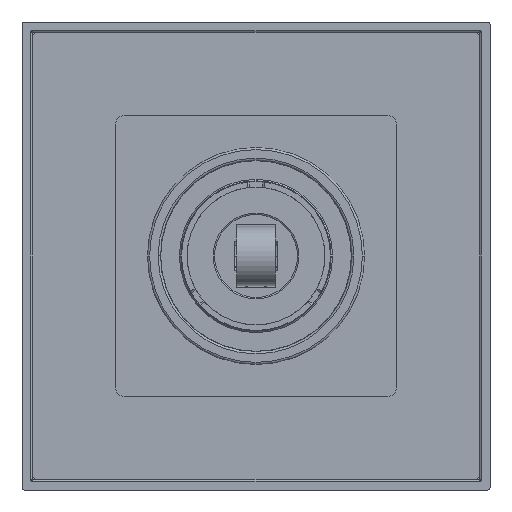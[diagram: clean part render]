
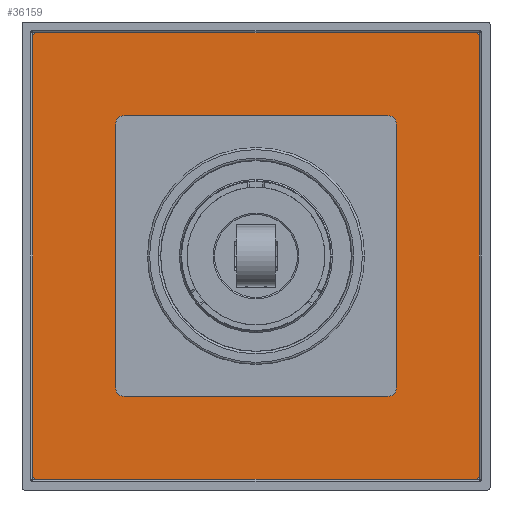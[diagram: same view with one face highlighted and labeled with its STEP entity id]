
A CAD part, front view. The second image highlights one B-rep face of the part: STEP entity #36159.
In plain terms, the highlighted planar face has unit normal (0, -1, 0).
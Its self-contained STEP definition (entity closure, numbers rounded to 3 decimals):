
#35115=CARTESIAN_POINT('',(51.5,43.5,51.5));
#35116=DIRECTION('',(0.,-1.,0.));
#35117=DIRECTION('',(1.,0.,0.));
#35118=AXIS2_PLACEMENT_3D('',#35115,#35116,#35117);
#35120=DIRECTION('',(0.,0.,-1.));
#35121=VECTOR('',#35120,103.);
#35122=CARTESIAN_POINT('',(52.5,43.5,51.5));
#35123=LINE('',#35122,#35121);
#35124=CARTESIAN_POINT('',(51.5,43.5,-51.5));
#35125=DIRECTION('',(0.,-1.,0.));
#35126=DIRECTION('',(0.,0.,-1.));
#35127=AXIS2_PLACEMENT_3D('',#35124,#35125,#35126);
#35129=DIRECTION('',(-1.,0.,0.));
#35130=VECTOR('',#35129,103.);
#35131=CARTESIAN_POINT('',(51.5,43.5,-52.5));
#35132=LINE('',#35131,#35130);
#35133=CARTESIAN_POINT('',(-51.5,43.5,-51.5));
#35134=DIRECTION('',(0.,-1.,0.));
#35135=DIRECTION('',(-1.,0.,0.));
#35136=AXIS2_PLACEMENT_3D('',#35133,#35134,#35135);
#35138=DIRECTION('',(0.,0.,1.));
#35139=VECTOR('',#35138,103.);
#35140=CARTESIAN_POINT('',(-52.5,43.5,-51.5));
#35141=LINE('',#35140,#35139);
#35142=CARTESIAN_POINT('',(-51.5,43.5,51.5));
#35143=DIRECTION('',(0.,-1.,0.));
#35144=DIRECTION('',(0.,0.,1.));
#35145=AXIS2_PLACEMENT_3D('',#35142,#35143,#35144);
#35147=DIRECTION('',(1.,0.,0.));
#35148=VECTOR('',#35147,103.);
#35149=CARTESIAN_POINT('',(-51.5,43.5,52.5));
#35150=LINE('',#35149,#35148);
#35151=DIRECTION('',(1.,0.,0.));
#35152=VECTOR('',#35151,62.);
#35153=CARTESIAN_POINT('',(-31.,43.5,-33.));
#35154=LINE('',#35153,#35152);
#35155=DIRECTION('',(0.,0.,1.));
#35156=VECTOR('',#35155,62.);
#35157=CARTESIAN_POINT('',(33.,43.5,-31.));
#35158=LINE('',#35157,#35156);
#35159=DIRECTION('',(-1.,0.,0.));
#35160=VECTOR('',#35159,62.);
#35161=CARTESIAN_POINT('',(31.,43.5,33.));
#35162=LINE('',#35161,#35160);
#35163=DIRECTION('',(0.,0.,-1.));
#35164=VECTOR('',#35163,62.);
#35165=CARTESIAN_POINT('',(-33.,43.5,31.));
#35166=LINE('',#35165,#35164);
#35784=CARTESIAN_POINT('',(-31.,43.5,31.));
#35785=DIRECTION('',(0.,1.,0.));
#35786=DIRECTION('',(-1.,0.,0.));
#35787=AXIS2_PLACEMENT_3D('',#35784,#35785,#35786);
#35797=CARTESIAN_POINT('',(-31.,43.5,-31.));
#35798=DIRECTION('',(0.,1.,0.));
#35799=DIRECTION('',(0.,0.,-1.));
#35800=AXIS2_PLACEMENT_3D('',#35797,#35798,#35799);
#35810=CARTESIAN_POINT('',(31.,43.5,-31.));
#35811=DIRECTION('',(0.,1.,0.));
#35812=DIRECTION('',(1.,0.,0.));
#35813=AXIS2_PLACEMENT_3D('',#35810,#35811,#35812);
#35823=CARTESIAN_POINT('',(31.,43.5,31.));
#35824=DIRECTION('',(0.,1.,0.));
#35825=DIRECTION('',(0.,0.,1.));
#35826=AXIS2_PLACEMENT_3D('',#35823,#35824,#35825);
#35961=CARTESIAN_POINT('',(31.,43.5,33.));
#35962=CARTESIAN_POINT('',(-31.,43.5,33.));
#35963=VERTEX_POINT('',#35961);
#35964=VERTEX_POINT('',#35962);
#35965=CARTESIAN_POINT('',(-33.,43.5,31.));
#35966=CARTESIAN_POINT('',(-33.,43.5,-31.));
#35967=VERTEX_POINT('',#35965);
#35968=VERTEX_POINT('',#35966);
#35969=CARTESIAN_POINT('',(-31.,43.5,-33.));
#35970=CARTESIAN_POINT('',(31.,43.5,-33.));
#35971=VERTEX_POINT('',#35969);
#35972=VERTEX_POINT('',#35970);
#35973=CARTESIAN_POINT('',(33.,43.5,-31.));
#35974=CARTESIAN_POINT('',(33.,43.5,31.));
#35975=VERTEX_POINT('',#35973);
#35976=VERTEX_POINT('',#35974);
#35977=CARTESIAN_POINT('',(52.5,43.5,51.5));
#35978=CARTESIAN_POINT('',(51.5,43.5,52.5));
#35979=VERTEX_POINT('',#35977);
#35980=VERTEX_POINT('',#35978);
#35981=CARTESIAN_POINT('',(-51.5,43.5,52.5));
#35982=CARTESIAN_POINT('',(-52.5,43.5,51.5));
#35983=VERTEX_POINT('',#35981);
#35984=VERTEX_POINT('',#35982);
#35985=CARTESIAN_POINT('',(-52.5,43.5,-51.5));
#35986=CARTESIAN_POINT('',(-51.5,43.5,-52.5));
#35987=VERTEX_POINT('',#35985);
#35988=VERTEX_POINT('',#35986);
#35989=CARTESIAN_POINT('',(51.5,43.5,-52.5));
#35990=CARTESIAN_POINT('',(52.5,43.5,-51.5));
#35991=VERTEX_POINT('',#35989);
#35992=VERTEX_POINT('',#35990);
#36120=CARTESIAN_POINT('',(0.,43.5,0.));
#36121=DIRECTION('',(0.,1.,0.));
#36122=DIRECTION('',(-1.,0.,0.));
#36123=AXIS2_PLACEMENT_3D('',#36120,#36121,#36122);
#36124=PLANE('',#36123);
#36125=ORIENTED_EDGE('',*,*,#36106,.F.);
#36126=ORIENTED_EDGE('',*,*,#36034,.T.);
#36128=ORIENTED_EDGE('',*,*,#36127,.F.);
#36130=ORIENTED_EDGE('',*,*,#36129,.T.);
#36132=ORIENTED_EDGE('',*,*,#36131,.F.);
#36134=ORIENTED_EDGE('',*,*,#36133,.T.);
#36136=ORIENTED_EDGE('',*,*,#36135,.F.);
#36138=ORIENTED_EDGE('',*,*,#36137,.T.);
#36139=EDGE_LOOP('',(#36125,#36126,#36128,#36130,#36132,#36134,#36136,#36138));
#36140=FACE_OUTER_BOUND('',#36139,.F.);
#36142=ORIENTED_EDGE('',*,*,#36141,.T.);
#36144=ORIENTED_EDGE('',*,*,#36143,.F.);
#36146=ORIENTED_EDGE('',*,*,#36145,.T.);
#36148=ORIENTED_EDGE('',*,*,#36147,.F.);
#36150=ORIENTED_EDGE('',*,*,#36149,.T.);
#36152=ORIENTED_EDGE('',*,*,#36151,.F.);
#36154=ORIENTED_EDGE('',*,*,#36153,.T.);
#36156=ORIENTED_EDGE('',*,*,#36155,.F.);
#36157=EDGE_LOOP('',(#36142,#36144,#36146,#36148,#36150,#36152,#36154,#36156));
#36158=FACE_BOUND('',#36157,.F.);
#36159=ADVANCED_FACE('',(#36140,#36158),#36124,.F.);
#35119=CIRCLE('',#35118,1.);
#35128=CIRCLE('',#35127,1.);
#35137=CIRCLE('',#35136,1.);
#35146=CIRCLE('',#35145,1.);
#35788=CIRCLE('',#35787,2.);
#35801=CIRCLE('',#35800,2.);
#35814=CIRCLE('',#35813,2.);
#35827=CIRCLE('',#35826,2.);
#36034=EDGE_CURVE('',#35979,#35992,#35123,.T.);
#36106=EDGE_CURVE('',#35979,#35980,#35119,.T.);
#36127=EDGE_CURVE('',#35991,#35992,#35128,.T.);
#36129=EDGE_CURVE('',#35991,#35988,#35132,.T.);
#36131=EDGE_CURVE('',#35987,#35988,#35137,.T.);
#36133=EDGE_CURVE('',#35987,#35984,#35141,.T.);
#36135=EDGE_CURVE('',#35983,#35984,#35146,.T.);
#36137=EDGE_CURVE('',#35983,#35980,#35150,.T.);
#36141=EDGE_CURVE('',#35971,#35972,#35154,.T.);
#36143=EDGE_CURVE('',#35975,#35972,#35814,.T.);
#36145=EDGE_CURVE('',#35975,#35976,#35158,.T.);
#36147=EDGE_CURVE('',#35963,#35976,#35827,.T.);
#36149=EDGE_CURVE('',#35963,#35964,#35162,.T.);
#36151=EDGE_CURVE('',#35967,#35964,#35788,.T.);
#36153=EDGE_CURVE('',#35967,#35968,#35166,.T.);
#36155=EDGE_CURVE('',#35971,#35968,#35801,.T.);
